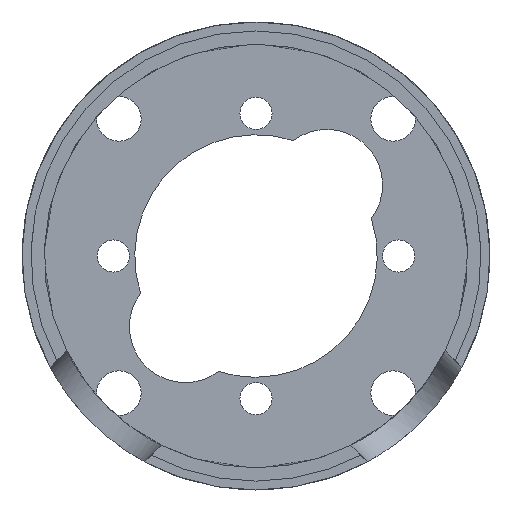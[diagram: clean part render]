
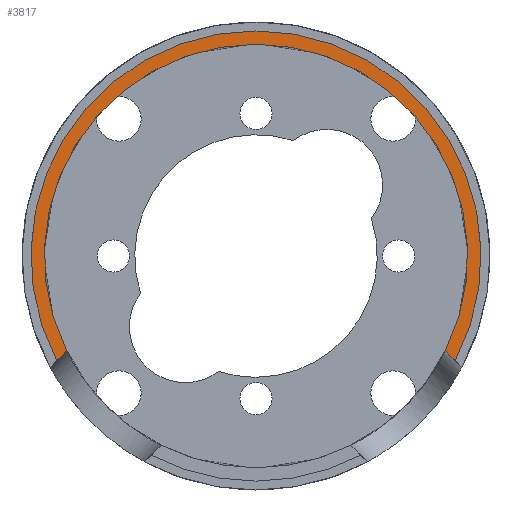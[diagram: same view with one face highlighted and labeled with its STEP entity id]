
A CAD part, left-side view. The second image highlights one B-rep face of the part: STEP entity #3817.
In plain terms, the highlighted planar face has unit normal (-1, 0, 0).
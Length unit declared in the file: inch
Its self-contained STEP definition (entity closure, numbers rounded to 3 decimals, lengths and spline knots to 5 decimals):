
#184 = DIRECTION ( 'NONE',  ( -1., 0., 0. ) ) ;
#235 = CARTESIAN_POINT ( 'NONE',  ( -2.125, 1.2625, 0. ) ) ;
#338 = VERTEX_POINT ( 'NONE', #3826 ) ;
#502 = DIRECTION ( 'NONE',  ( 0., 0., -1. ) ) ;
#553 = AXIS2_PLACEMENT_3D ( 'NONE', #1173, #2942, #502 ) ;
#626 = LINE ( 'NONE', #1679, #1397 ) ;
#683 = VECTOR ( 'NONE', #3142, 39.37008 ) ;
#697 = ORIENTED_EDGE ( 'NONE', *, *, #3116, .F. ) ;
#869 = CIRCLE ( 'NONE', #1650, 1.2625 ) ;
#981 = ORIENTED_EDGE ( 'NONE', *, *, #4002, .F. ) ;
#1088 = EDGE_LOOP ( 'NONE', ( #3626, #2633, #3427, #697, #981 ) ) ;
#1155 = EDGE_CURVE ( 'NONE', #338, #4087, #2854, .T. ) ;
#1173 = CARTESIAN_POINT ( 'NONE',  ( -2.125, 0., 0. ) ) ;
#1397 = VECTOR ( 'NONE', #3063, 39.37008 ) ;
#1538 = CARTESIAN_POINT ( 'NONE',  ( -2.125, 0., 1.1875 ) ) ;
#1539 = AXIS2_PLACEMENT_3D ( 'NONE', #235, #184, #1543 ) ;
#1543 = DIRECTION ( 'NONE',  ( 0., 0., 1. ) ) ;
#1622 = VERTEX_POINT ( 'NONE', #4248 ) ;
#1640 = CARTESIAN_POINT ( 'NONE',  ( -2.125, 0., 0. ) ) ;
#1650 = AXIS2_PLACEMENT_3D ( 'NONE', #1640, #2956, #1959 ) ;
#1679 = CARTESIAN_POINT ( 'NONE',  ( -2.125, 0.89642, -0.36608 ) ) ;
#1694 = VERTEX_POINT ( 'NONE', #2686 ) ;
#1715 = LINE ( 'NONE', #2386, #683 ) ;
#1722 = CARTESIAN_POINT ( 'NONE',  ( -2.125, -1.06189, -0.53156 ) ) ;
#1779 = DIRECTION ( 'NONE',  ( 1., 0., 0. ) ) ;
#1959 = DIRECTION ( 'NONE',  ( 0., 0., -1. ) ) ;
#2386 = CARTESIAN_POINT ( 'NONE',  ( -2.125, 0.36608, 0.89642 ) ) ;
#2477 = AXIS2_PLACEMENT_3D ( 'NONE', #2900, #1779, #3162 ) ;
#2633 = ORIENTED_EDGE ( 'NONE', *, *, #3411, .T. ) ;
#2686 = CARTESIAN_POINT ( 'NONE',  ( -2.125, -1.1176, -0.58727 ) ) ;
#2854 = CIRCLE ( 'NONE', #553, 1.1875 ) ;
#2900 = CARTESIAN_POINT ( 'NONE',  ( -2.125, 0., 0. ) ) ;
#2942 = DIRECTION ( 'NONE',  ( 1., 0., 0. ) ) ;
#2956 = DIRECTION ( 'NONE',  ( 1., 0., 0. ) ) ;
#3063 = DIRECTION ( 'NONE',  ( 0., 0.707, -0.707 ) ) ;
#3116 = EDGE_CURVE ( 'NONE', #1622, #1694, #869, .T. ) ;
#3142 = DIRECTION ( 'NONE',  ( 0., -0.707, -0.707 ) ) ;
#3162 = DIRECTION ( 'NONE',  ( 0., 0., -1. ) ) ;
#3256 = EDGE_CURVE ( 'NONE', #4257, #1694, #1715, .T. ) ;
#3288 = CIRCLE ( 'NONE', #2477, 1.1875 ) ;
#3411 = EDGE_CURVE ( 'NONE', #4087, #4257, #3288, .T. ) ;
#3427 = ORIENTED_EDGE ( 'NONE', *, *, #3256, .T. ) ;
#3626 = ORIENTED_EDGE ( 'NONE', *, *, #1155, .T. ) ;
#3633 = PLANE ( 'NONE',  #1539 ) ;
#3817 = ADVANCED_FACE ( 'NONE', ( #4304 ), #3633, .T. ) ;
#3826 = CARTESIAN_POINT ( 'NONE',  ( -2.125, 1.06189, -0.53156 ) ) ;
#4002 = EDGE_CURVE ( 'NONE', #338, #1622, #626, .T. ) ;
#4087 = VERTEX_POINT ( 'NONE', #1538 ) ;
#4248 = CARTESIAN_POINT ( 'NONE',  ( -2.125, 1.1176, -0.58727 ) ) ;
#4257 = VERTEX_POINT ( 'NONE', #1722 ) ;
#4304 = FACE_OUTER_BOUND ( 'NONE', #1088, .T. ) ;
